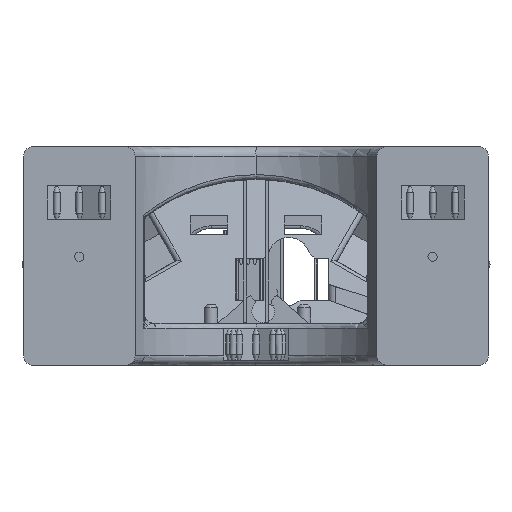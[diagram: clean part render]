
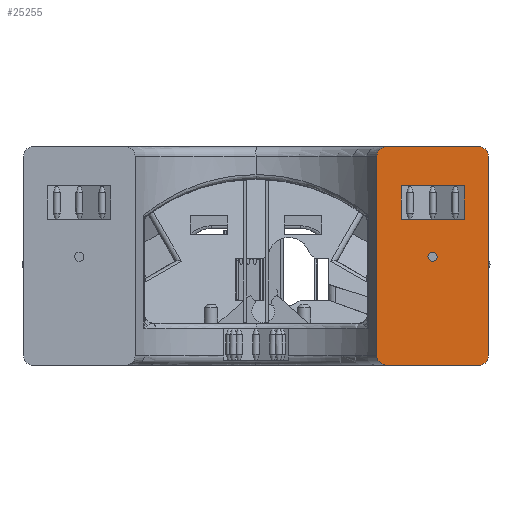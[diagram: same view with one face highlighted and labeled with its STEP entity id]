
A CAD part, front view. The second image highlights one B-rep face of the part: STEP entity #25255.
In plain terms, the highlighted planar face has unit normal (0, -1, 0).
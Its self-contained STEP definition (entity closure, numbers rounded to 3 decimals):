
#549=FACE_BOUND('',#9865,.T.);
#550=FACE_BOUND('',#9866,.T.);
#1908=CIRCLE('',#26830,2.);
#1951=CIRCLE('',#26929,1.);
#1969=CIRCLE('',#27010,2.);
#4075=LINE('',#46172,#6105);
#4076=LINE('',#46180,#6106);
#4097=LINE('',#46560,#6127);
#4101=LINE('',#46567,#6131);
#4104=LINE('',#46573,#6134);
#4106=LINE('',#46576,#6136);
#4115=LINE('',#46622,#6145);
#4198=LINE('',#48321,#6228);
#6105=VECTOR('',#31723,43.);
#6106=VECTOR('',#31732,19.832);
#6127=VECTOR('',#31807,7.2);
#6131=VECTOR('',#31813,13.6);
#6134=VECTOR('',#31820,7.2);
#6136=VECTOR('',#31824,13.6);
#6145=VECTOR('',#31855,43.);
#6228=VECTOR('',#32034,19.832);
#7070=PLANE('',#27009);
#8311=FACE_OUTER_BOUND('',#9864,.T.);
#9864=EDGE_LOOP('',(#22754,#22755,#22756,#22757,#22758,#22759,#22760,#22761));
#9865=EDGE_LOOP('',(#22762));
#9866=EDGE_LOOP('',(#22763,#22764,#22765,#22766));
#10443=B_SPLINE_CURVE_WITH_KNOTS('',3,(#46776,#46777,#46778,#46779,#46780,
#46781,#46782,#46783,#46784,#46785),.UNSPECIFIED.,.F.,.F.,(4,2,2,2,4),(0.616,
0.688,0.763,0.843,0.924),
 .UNSPECIFIED.);
#10603=B_SPLINE_CURVE_WITH_KNOTS('',3,(#48310,#48311,#48312,#48313,#48314,
#48315,#48316,#48317,#48318,#48319),.UNSPECIFIED.,.F.,.F.,(4,2,2,2,4),(-0.924,
-0.843,-0.763,-0.688,-0.616),
 .UNSPECIFIED.);
#12556=VERTEX_POINT('',#45037);
#12557=VERTEX_POINT('',#45038);
#12667=VERTEX_POINT('',#46169);
#12668=VERTEX_POINT('',#46171);
#12671=VERTEX_POINT('',#46178);
#12678=VERTEX_POINT('',#46250);
#12698=VERTEX_POINT('',#46556);
#12700=VERTEX_POINT('',#46559);
#12702=VERTEX_POINT('',#46566);
#12703=VERTEX_POINT('',#46572);
#12713=VERTEX_POINT('',#46620);
#12923=VERTEX_POINT('',#48309);
#12924=VERTEX_POINT('',#48320);
#15802=EDGE_CURVE('',#12556,#12557,#1908,.T.);
#15974=EDGE_CURVE('',#12667,#12668,#4075,.T.);
#15978=EDGE_CURVE('',#12671,#12556,#4076,.T.);
#15990=EDGE_CURVE('',#12678,#12678,#1951,.T.);
#16022=EDGE_CURVE('',#12700,#12698,#4097,.T.);
#16026=EDGE_CURVE('',#12700,#12702,#4101,.T.);
#16029=EDGE_CURVE('',#12702,#12703,#4104,.T.);
#16031=EDGE_CURVE('',#12703,#12698,#4106,.T.);
#16047=EDGE_CURVE('',#12557,#12713,#4115,.T.);
#16069=EDGE_CURVE('',#12668,#12671,#10443,.T.);
#16309=EDGE_CURVE('',#12923,#12667,#10603,.T.);
#16310=EDGE_CURVE('',#12924,#12923,#4198,.T.);
#16311=EDGE_CURVE('',#12713,#12924,#1969,.T.);
#22754=ORIENTED_EDGE('',*,*,#16069,.F.);
#22755=ORIENTED_EDGE('',*,*,#15974,.F.);
#22756=ORIENTED_EDGE('',*,*,#16309,.F.);
#22757=ORIENTED_EDGE('',*,*,#16310,.F.);
#22758=ORIENTED_EDGE('',*,*,#16311,.F.);
#22759=ORIENTED_EDGE('',*,*,#16047,.F.);
#22760=ORIENTED_EDGE('',*,*,#15802,.F.);
#22761=ORIENTED_EDGE('',*,*,#15978,.F.);
#22762=ORIENTED_EDGE('',*,*,#15990,.T.);
#22763=ORIENTED_EDGE('',*,*,#16029,.F.);
#22764=ORIENTED_EDGE('',*,*,#16026,.F.);
#22765=ORIENTED_EDGE('',*,*,#16022,.T.);
#22766=ORIENTED_EDGE('',*,*,#16031,.F.);
#25255=ADVANCED_FACE('',(#8311,#549,#550),#7070,.T.);
#26830=AXIS2_PLACEMENT_3D('',#45039,#31483,#31484);
#26929=AXIS2_PLACEMENT_3D('',#46251,#31753,#31754);
#27009=AXIS2_PLACEMENT_3D('',#48308,#32032,#32033);
#27010=AXIS2_PLACEMENT_3D('',#48322,#32035,#32036);
#31483=DIRECTION('center_axis',(0.,1.,0.));
#31484=DIRECTION('ref_axis',(0.707,0.,-0.707));
#31723=DIRECTION('',(0.,0.,1.));
#31732=DIRECTION('',(1.,0.,0.));
#31753=DIRECTION('center_axis',(0.,1.,0.));
#31754=DIRECTION('ref_axis',(0.,0.,1.));
#31807=DIRECTION('',(0.,0.,-1.));
#31813=DIRECTION('',(-1.,0.,0.));
#31820=DIRECTION('',(0.,0.,-1.));
#31824=DIRECTION('',(1.,0.,0.));
#31855=DIRECTION('',(0.,0.,-1.));
#32032=DIRECTION('center_axis',(0.,-1.,0.));
#32033=DIRECTION('ref_axis',(0.,0.,-1.));
#32034=DIRECTION('',(-1.,0.,0.));
#32035=DIRECTION('center_axis',(0.,1.,0.));
#32036=DIRECTION('ref_axis',(0.707,0.,0.707));
#45037=CARTESIAN_POINT('',(-795.423,-151.332,28.687));
#45038=CARTESIAN_POINT('',(-793.423,-151.332,26.687));
#45039=CARTESIAN_POINT('Origin',(-795.423,-151.332,26.687));
#46169=CARTESIAN_POINT('',(-817.423,-151.332,-16.313));
#46171=CARTESIAN_POINT('',(-817.423,-151.332,26.687));
#46172=CARTESIAN_POINT('',(-817.423,-151.332,-16.313));
#46178=CARTESIAN_POINT('',(-815.255,-151.332,28.687));
#46180=CARTESIAN_POINT('',(-815.255,-151.332,28.687));
#46250=CARTESIAN_POINT('',(-806.423,-151.332,5.028));
#46251=CARTESIAN_POINT('Origin',(-805.423,-151.332,5.028));
#46556=CARTESIAN_POINT('',(-798.623,-151.332,13.087));
#46559=CARTESIAN_POINT('',(-798.623,-151.332,20.287));
#46560=CARTESIAN_POINT('',(-798.623,-151.332,20.287));
#46566=CARTESIAN_POINT('',(-812.223,-151.332,20.287));
#46567=CARTESIAN_POINT('',(-798.623,-151.332,20.287));
#46572=CARTESIAN_POINT('',(-812.223,-151.332,13.087));
#46573=CARTESIAN_POINT('',(-812.223,-151.332,20.287));
#46576=CARTESIAN_POINT('',(-812.223,-151.332,13.087));
#46620=CARTESIAN_POINT('',(-793.423,-151.332,-16.313));
#46622=CARTESIAN_POINT('',(-793.423,-151.332,26.687));
#46776=CARTESIAN_POINT('Ctrl Pts',(-817.423,-151.332,
26.687));
#46777=CARTESIAN_POINT('Ctrl Pts',(-817.423,-151.332,
26.928));
#46778=CARTESIAN_POINT('Ctrl Pts',(-817.363,-151.332,
27.21));
#46779=CARTESIAN_POINT('Ctrl Pts',(-817.167,-151.332,
27.66));
#46780=CARTESIAN_POINT('Ctrl Pts',(-816.992,-151.332,
27.906));
#46781=CARTESIAN_POINT('Ctrl Pts',(-816.618,-151.332,
28.261));
#46782=CARTESIAN_POINT('Ctrl Pts',(-816.35,-151.332,
28.429));
#46783=CARTESIAN_POINT('Ctrl Pts',(-815.85,-151.332,28.627));
#46784=CARTESIAN_POINT('Ctrl Pts',(-815.528,-151.332,
28.687));
#46785=CARTESIAN_POINT('Ctrl Pts',(-815.255,-151.332,
28.687));
#48308=CARTESIAN_POINT('Origin',(-819.943,-151.332,-23.133));
#48309=CARTESIAN_POINT('',(-815.255,-151.332,-18.313));
#48310=CARTESIAN_POINT('Ctrl Pts',(-815.255,-151.332,
-18.313));
#48311=CARTESIAN_POINT('Ctrl Pts',(-815.528,-151.332,
-18.313));
#48312=CARTESIAN_POINT('Ctrl Pts',(-815.85,-151.332,-18.252));
#48313=CARTESIAN_POINT('Ctrl Pts',(-816.35,-151.332,
-18.055));
#48314=CARTESIAN_POINT('Ctrl Pts',(-816.618,-151.332,
-17.886));
#48315=CARTESIAN_POINT('Ctrl Pts',(-816.992,-151.332,
-17.531));
#48316=CARTESIAN_POINT('Ctrl Pts',(-817.167,-151.332,
-17.286));
#48317=CARTESIAN_POINT('Ctrl Pts',(-817.363,-151.332,
-16.835));
#48318=CARTESIAN_POINT('Ctrl Pts',(-817.423,-151.332,
-16.553));
#48319=CARTESIAN_POINT('Ctrl Pts',(-817.423,-151.332,
-16.313));
#48320=CARTESIAN_POINT('',(-795.423,-151.332,-18.313));
#48321=CARTESIAN_POINT('',(-795.423,-151.332,-18.313));
#48322=CARTESIAN_POINT('Origin',(-795.423,-151.332,-16.313));
